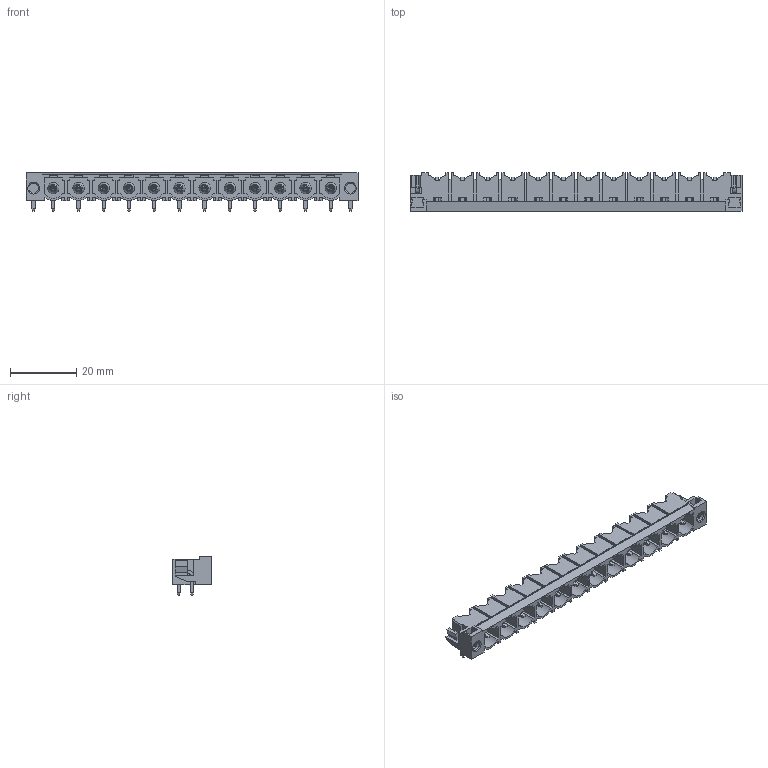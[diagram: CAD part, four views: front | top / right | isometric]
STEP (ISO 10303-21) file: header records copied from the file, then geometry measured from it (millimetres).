
FILE_DESCRIPTION(('CATIA V5 STEP Exchange','CAx-IF Rec.Pracs.--- Model Styling and Organization---1.2---2011-12-15'),'2;1');
FILE_NAME ('D1448516_0_1096130000_1096130000.stp','2018-11-15T10:44:42+00:00',('none'),('Weidmueller'),'CATIA Version 5-6 Release 2014','CATIA V5 STEP AP214','none');
FILE_SCHEMA(('AUTOMOTIVE_DESIGN { 1 0 10303 214 1 1 1 1 }'));
Length unit declared in the file: millimetre
Products named in the file (1): 1096130000
Bounding box: 100.3 x 11.75 x 11.6 mm (x, y, z)
Volume: 3726.2 mm3; surface area: 8961.9 mm2
Topology: 15 solids, 15 shells, 999 faces, 2781 edges, 1812 vertices
Faces by surface type: plane 837, cylinder 110, cone 28, torus 24
Entity records: 28460 total; most frequent: ORIENTED_EDGE 5562, CARTESIAN_POINT 5203, DIRECTION 3579, EDGE_CURVE 2753, VECTOR 2329, LINE 2329, VERTEX_POINT 1748, EDGE_LOOP 1055
